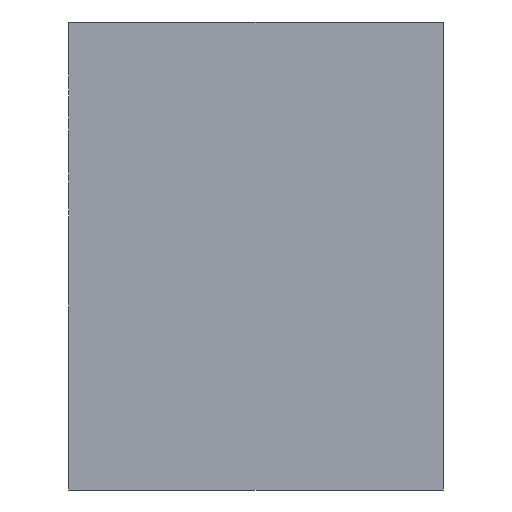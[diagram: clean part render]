
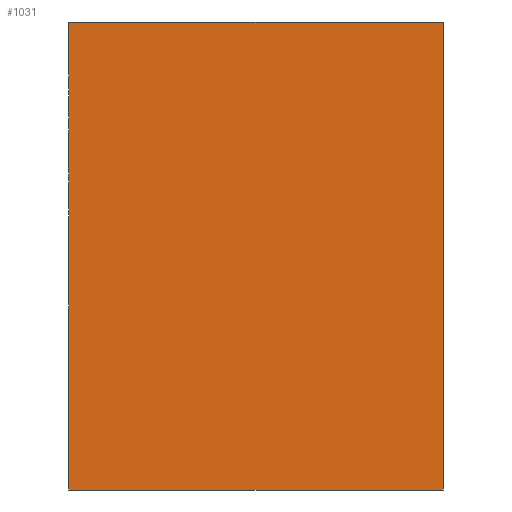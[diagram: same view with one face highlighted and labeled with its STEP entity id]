
A CAD part, left-side view. The second image highlights one B-rep face of the part: STEP entity #1031.
In plain terms, the highlighted planar face has unit normal (-1, 0, 0).
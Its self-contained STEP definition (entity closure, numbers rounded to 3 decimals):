
#47=PLANE('',#1150);
#99=FACE_OUTER_BOUND('',#151,.T.);
#151=EDGE_LOOP('',(#954,#955,#956,#957));
#223=LINE('',#1695,#329);
#245=LINE('',#1729,#351);
#253=LINE('',#1745,#359);
#256=LINE('',#1750,#362);
#329=VECTOR('',#1380,10.);
#351=VECTOR('',#1424,10.);
#359=VECTOR('',#1440,10.);
#362=VECTOR('',#1445,10.);
#500=VERTEX_POINT('',#1692);
#501=VERTEX_POINT('',#1694);
#502=VERTEX_POINT('',#1728);
#506=VERTEX_POINT('',#1744);
#623=EDGE_CURVE('',#500,#501,#223,.T.);
#645=EDGE_CURVE('',#501,#502,#245,.T.);
#653=EDGE_CURVE('',#506,#500,#253,.T.);
#656=EDGE_CURVE('',#502,#506,#256,.T.);
#954=ORIENTED_EDGE('',*,*,#623,.F.);
#955=ORIENTED_EDGE('',*,*,#653,.F.);
#956=ORIENTED_EDGE('',*,*,#656,.F.);
#957=ORIENTED_EDGE('',*,*,#645,.F.);
#1031=ADVANCED_FACE('',(#99),#47,.F.);
#1150=AXIS2_PLACEMENT_3D('',#1753,#1449,#1450);
#1380=DIRECTION('',(0.,0.,1.));
#1424=DIRECTION('',(0.,-1.,0.));
#1440=DIRECTION('',(0.,1.,0.));
#1445=DIRECTION('',(0.,0.,-1.));
#1449=DIRECTION('center_axis',(1.,0.,0.));
#1450=DIRECTION('ref_axis',(0.,0.,-1.));
#1692=CARTESIAN_POINT('',(0.,0.,-35.));
#1694=CARTESIAN_POINT('',(0.,0.,0.));
#1695=CARTESIAN_POINT('',(0.,0.,-35.));
#1728=CARTESIAN_POINT('',(0.,-28.,0.));
#1729=CARTESIAN_POINT('',(0.,0.,0.));
#1744=CARTESIAN_POINT('',(0.,-28.,-35.));
#1745=CARTESIAN_POINT('',(0.,-28.,-35.));
#1750=CARTESIAN_POINT('',(0.,-28.,0.));
#1753=CARTESIAN_POINT('Origin',(0.,-14.,-31.25));
